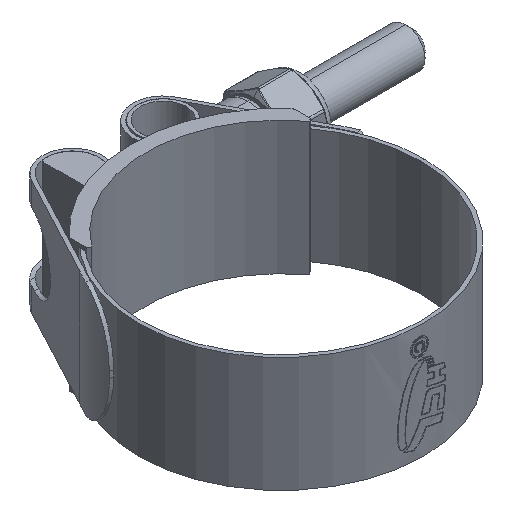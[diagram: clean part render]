
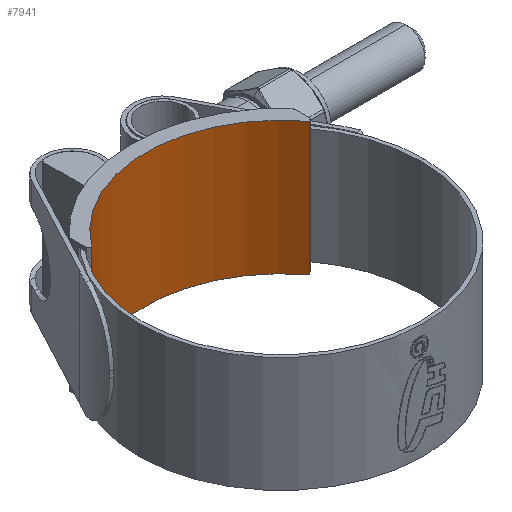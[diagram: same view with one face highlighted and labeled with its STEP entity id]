
A CAD part, isometric view. The second image highlights one B-rep face of the part: STEP entity #7941.
In plain terms, the highlighted cylindrical face has radius 22.39 mm (diameter 44.78 mm), a partial arc.
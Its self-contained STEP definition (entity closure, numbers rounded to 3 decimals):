
#205 = AXIS2_PLACEMENT_3D ( 'NONE', #4689, #3727, #211 ) ;
#211 = DIRECTION ( 'NONE',  ( 1., 0., 0. ) ) ;
#234 = DIRECTION ( 'NONE',  ( 0., 0., 1. ) ) ;
#271 = LINE ( 'NONE', #9373, #6953 ) ;
#638 = CARTESIAN_POINT ( 'NONE',  ( -18.009, 13.303, 11. ) ) ;
#684 = VERTEX_POINT ( 'NONE', #11750 ) ;
#921 = AXIS2_PLACEMENT_3D ( 'NONE', #12657, #10221, #1127 ) ;
#1127 = DIRECTION ( 'NONE',  ( 1., 0., 0. ) ) ;
#1208 = CARTESIAN_POINT ( 'NONE',  ( 18.009, 13.303, -11. ) ) ;
#1939 = FACE_OUTER_BOUND ( 'NONE', #13993, .T. ) ;
#2377 = ORIENTED_EDGE ( 'NONE', *, *, #3304, .T. ) ;
#3299 = VERTEX_POINT ( 'NONE', #10412 ) ;
#3304 = EDGE_CURVE ( 'NONE', #14242, #684, #271, .T. ) ;
#3727 = DIRECTION ( 'NONE',  ( 0., 0., 1. ) ) ;
#4527 = DIRECTION ( 'NONE',  ( 0., 0., 1. ) ) ;
#4689 = CARTESIAN_POINT ( 'NONE',  ( 0., 0., 10.39 ) ) ;
#5625 = ORIENTED_EDGE ( 'NONE', *, *, #7594, .F. ) ;
#5827 = CARTESIAN_POINT ( 'NONE',  ( 0., 0., -11. ) ) ;
#6048 = DIRECTION ( 'NONE',  ( 0., 0., 1. ) ) ;
#6462 = ORIENTED_EDGE ( 'NONE', *, *, #7690, .F. ) ;
#6637 = VECTOR ( 'NONE', #234, 1000. ) ;
#6953 = VECTOR ( 'NONE', #4527, 1000. ) ;
#7594 = EDGE_CURVE ( 'NONE', #3299, #9144, #14016, .T. ) ;
#7655 = ORIENTED_EDGE ( 'NONE', *, *, #10424, .F. ) ;
#7690 = EDGE_CURVE ( 'NONE', #14242, #3299, #11853, .T. ) ;
#7941 = ADVANCED_FACE ( 'NONE', ( #1939 ), #13783, .F. ) ;
#7988 = CARTESIAN_POINT ( 'NONE',  ( -18.009, 13.303, 10.39 ) ) ;
#9144 = VERTEX_POINT ( 'NONE', #638 ) ;
#9373 = CARTESIAN_POINT ( 'NONE',  ( 18.009, 13.303, 10.39 ) ) ;
#10221 = DIRECTION ( 'NONE',  ( 0., 0., -1. ) ) ;
#10412 = CARTESIAN_POINT ( 'NONE',  ( -18.009, 13.303, -11. ) ) ;
#10424 = EDGE_CURVE ( 'NONE', #9144, #684, #11386, .T. ) ;
#11149 = AXIS2_PLACEMENT_3D ( 'NONE', #5827, #6048, #12666 ) ;
#11386 = CIRCLE ( 'NONE', #921, 22.39 ) ;
#11750 = CARTESIAN_POINT ( 'NONE',  ( 18.009, 13.303, 11. ) ) ;
#11853 = CIRCLE ( 'NONE', #11149, 22.39 ) ;
#12657 = CARTESIAN_POINT ( 'NONE',  ( 0., 0., 11. ) ) ;
#12666 = DIRECTION ( 'NONE',  ( 1., 0., 0. ) ) ;
#13783 = CYLINDRICAL_SURFACE ( 'NONE', #205, 22.39 ) ;
#13993 = EDGE_LOOP ( 'NONE', ( #7655, #5625, #6462, #2377 ) ) ;
#14016 = LINE ( 'NONE', #7988, #6637 ) ;
#14242 = VERTEX_POINT ( 'NONE', #1208 ) ;
